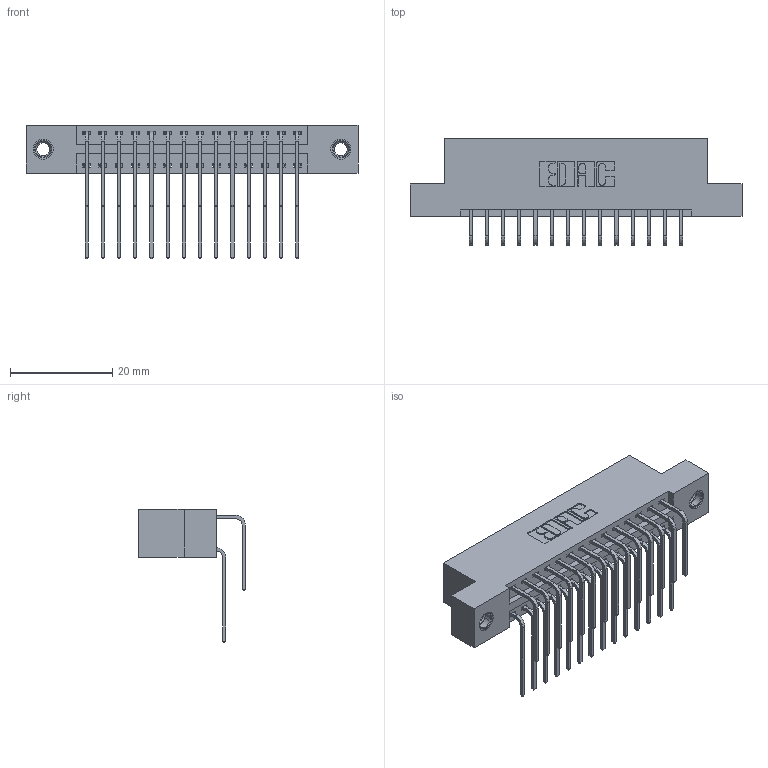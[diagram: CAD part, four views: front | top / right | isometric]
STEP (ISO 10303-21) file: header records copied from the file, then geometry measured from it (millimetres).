
FILE_DESCRIPTION (( 'STEP AP203' ), '1' );
FILE_NAME ('346-028-559-207.STEP', '2018-08-22T02:37:57', ( '' ), ( '' ), 'SwSTEP 2.0', 'SolidWorks 2016', '' );
FILE_SCHEMA (( 'CONFIG_CONTROL_DESIGN' ));
Length unit declared in the file: inch
Products named in the file (5): 346 Part_Flush Mounting Lugs - 0.156 Dia-TI; 345-292-001_558 559 Tail - 1; 345-292-001_559 Tail - 2; 345-250-001_345-250-005-103; 346-028-559-207
Assembly tree (31 placements, depth 2):
  346-028-559-207
    346 Part_Flush Mounting Lugs - 0.156 Dia-TI
    345-292-001_558 559 Tail - 1  x14
    345-292-001_559 Tail - 2  x14
    345-250-001_345-250-005-103  x2
Bounding box: 65.02 x 20.89 x 26.16 mm (x, y, z)
Volume: 6271.2 mm3; surface area: 8988.7 mm2
Topology: 31 solids, 31 shells, 1694 faces, 4973 edges, 3270 vertices
Faces by surface type: plane 1144, cylinder 534, cone 12, torus 4
Entity records: 15876 total; most frequent: CARTESIAN_POINT 2690, ORIENTED_EDGE 2566, DIRECTION 2421, EDGE_CURVE 1283, VECTOR 1035, LINE 1035, VERTEX_POINT 848, AXIS2_PLACEMENT_3D 693
